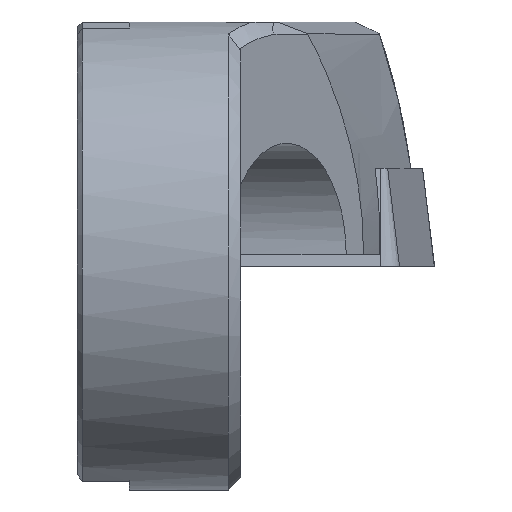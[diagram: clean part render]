
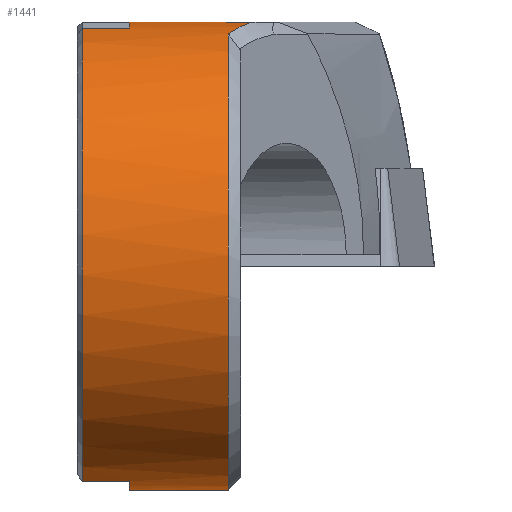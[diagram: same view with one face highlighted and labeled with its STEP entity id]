
A CAD part, left-side view. The second image highlights one B-rep face of the part: STEP entity #1441.
In plain terms, the highlighted cylindrical face has radius 9.5 mm (diameter 19 mm), a partial arc.
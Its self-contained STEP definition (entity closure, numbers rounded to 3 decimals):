
#725=VERTEX_POINT('NONE',#2028);
#729=EDGE_CURVE('NONE',#725,#945,#2032,.T.);
#785=VERTEX_POINT('NONE',#2095);
#883=EDGE_CURVE('NONE',#1089,#1323,#2200,.F.);
#913=VERTEX_POINT('NONE',#2235);
#945=VERTEX_POINT('NONE',#2272);
#1007=EDGE_CURVE('NONE',#913,#1457,#2342,.F.);
#1089=VERTEX_POINT('NONE',#2435);
#1323=VERTEX_POINT('NONE',#2699);
#1361=VERTEX_POINT('NONE',#2742);
#1391=EDGE_CURVE('NONE',#1647,#785,#2773,.F.);
#1441=ADVANCED_FACE('NONE',(#2827),#2828,.T.);
#1457=VERTEX_POINT('NONE',#2846);
#1585=EDGE_CURVE('NONE',#1089,#913,#2985,.F.);
#1647=VERTEX_POINT('NONE',#3052);
#1651=EDGE_CURVE('NONE',#945,#1323,#3056,.F.);
#1783=EDGE_CURVE('NONE',#725,#785,#3195,.T.);
#1857=EDGE_CURVE('NONE',#1361,#1647,#3277,.F.);
#1899=EDGE_CURVE('NONE',#1457,#1361,#3323,.T.);
#2028=CARTESIAN_POINT('',(0.,-6.1,-9.5));
#2032=CIRCLE('',#3469,9.5);
#2095=CARTESIAN_POINT('',(0.,-2.1,-9.5));
#2200=LINE('',#3747,#3748);
#2235=CARTESIAN_POINT('',(-2.55,-2.1,9.151));
#2272=CARTESIAN_POINT('',(-3.277,-6.1,8.917));
#2342=LINE('',#4289,#4290);
#2435=CARTESIAN_POINT('',(-1.375,-2.1,9.4));
#2699=CARTESIAN_POINT('',(-1.375,-7.05,9.4));
#2742=CARTESIAN_POINT('',(-2.55,-0.2,-9.151));
#2773=CIRCLE('',#5383,9.5);
#2827=FACE_OUTER_BOUND('',#5457,.T.);
#2828=CYLINDRICAL_SURFACE('',#5458,9.5);
#2846=CARTESIAN_POINT('',(-2.55,-0.2,9.151));
#2985=CIRCLE('',#5671,9.5);
#3052=CARTESIAN_POINT('',(-2.55,-2.1,-9.151));
#3056=B_SPLINE_CURVE_WITH_KNOTS('',3,(#5778,#5779,#5780,#5781,#5782,#5783,#5784,#5785,#5786,#5787),.UNSPECIFIED.,.F.,.F.,(4,3,3,4),(0.499,0.76,0.942,1.0),.UNSPECIFIED.);
#3195=LINE('',#5996,#5997);
#3277=LINE('',#6119,#6120);
#3323=CIRCLE('',#6187,9.5);
#3469=AXIS2_PLACEMENT_3D('',#6349,#6350,#6351);
#3747=CARTESIAN_POINT('',(-1.375,-20.0,9.4));
#3748=VECTOR('',#6518,1.0);
#4289=CARTESIAN_POINT('',(-2.55,-20.0,9.151));
#4290=VECTOR('',#6715,1.0);
#5383=AXIS2_PLACEMENT_3D('',#7297,#7298,#7299);
#5457=EDGE_LOOP('',(#7367,#7368,#7369,#7370,#7371,#7372,#7373,#7374,#7375));
#5458=AXIS2_PLACEMENT_3D('',#7376,#7377,#7378);
#5671=AXIS2_PLACEMENT_3D('',#7554,#7555,#7556);
#5778=CARTESIAN_POINT('',(-1.375,-7.05,9.4));
#5779=CARTESIAN_POINT('',(-1.711,-6.882,9.351));
#5780=CARTESIAN_POINT('',(-2.045,-6.715,9.283));
#5781=CARTESIAN_POINT('',(-2.376,-6.55,9.198));
#5782=CARTESIAN_POINT('',(-2.607,-6.434,9.138));
#5783=CARTESIAN_POINT('',(-2.836,-6.321,9.07));
#5784=CARTESIAN_POINT('',(-3.063,-6.207,8.993));
#5785=CARTESIAN_POINT('',(-3.134,-6.171,8.968));
#5786=CARTESIAN_POINT('',(-3.206,-6.136,8.943));
#5787=CARTESIAN_POINT('',(-3.277,-6.1,8.917));
#5996=CARTESIAN_POINT('',(0.,-20.0,-9.5));
#5997=VECTOR('',#7757,1000.0);
#6119=CARTESIAN_POINT('',(-2.55,-20.0,-9.151));
#6120=VECTOR('',#7862,1.0);
#6187=AXIS2_PLACEMENT_3D('',#7917,#7918,#7919);
#6349=CARTESIAN_POINT('',(0.0,-6.1,0.0));
#6350=DIRECTION('',(0.0,1.0,0.0));
#6351=DIRECTION('',(0.,0.0,-1.0));
#6518=DIRECTION('',(-0.0,1.0,0.0));
#6715=DIRECTION('',(0.0,-1.0,0.0));
#7297=CARTESIAN_POINT('',(0.0,-2.1,0.0));
#7298=DIRECTION('',(0.0,1.0,0.0));
#7299=DIRECTION('',(0.,0.0,-1.0));
#7367=ORIENTED_EDGE('',*,*,#1783,.F.);
#7368=ORIENTED_EDGE('',*,*,#729,.T.);
#7369=ORIENTED_EDGE('',*,*,#1651,.T.);
#7370=ORIENTED_EDGE('',*,*,#883,.F.);
#7371=ORIENTED_EDGE('',*,*,#1585,.T.);
#7372=ORIENTED_EDGE('',*,*,#1007,.T.);
#7373=ORIENTED_EDGE('',*,*,#1899,.T.);
#7374=ORIENTED_EDGE('',*,*,#1857,.T.);
#7375=ORIENTED_EDGE('',*,*,#1391,.T.);
#7376=CARTESIAN_POINT('',(0.0,-20.0,0.0));
#7377=DIRECTION('',(-0.0,1.0,0.0));
#7378=DIRECTION('',(0.,0.0,-1.0));
#7554=CARTESIAN_POINT('',(0.0,-2.1,0.0));
#7555=DIRECTION('',(0.0,1.0,0.0));
#7556=DIRECTION('',(0.,0.0,-1.0));
#7757=DIRECTION('',(0.0,1.0,0.0));
#7862=DIRECTION('',(-0.0,1.0,0.0));
#7917=CARTESIAN_POINT('',(0.0,-0.2,0.0));
#7918=DIRECTION('',(0.0,-1.0,-0.0));
#7919=DIRECTION('',(0.,0.0,-1.0));
